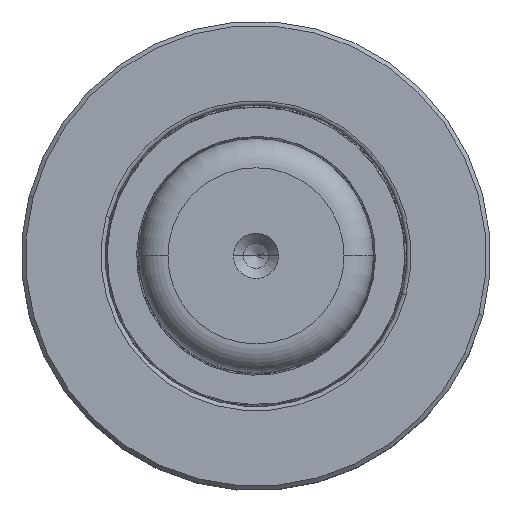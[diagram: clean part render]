
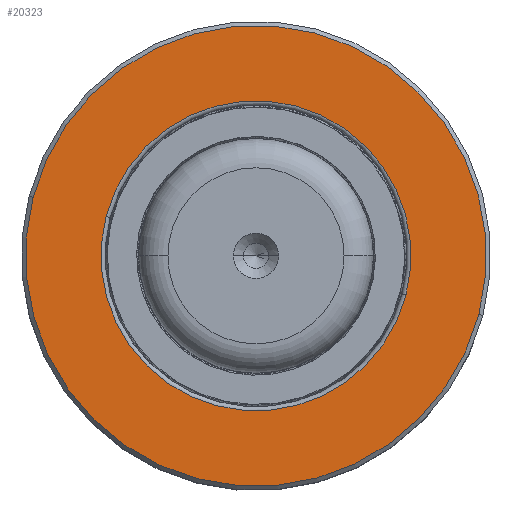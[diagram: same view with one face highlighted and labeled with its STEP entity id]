
A CAD part, top view. The second image highlights one B-rep face of the part: STEP entity #20323.
In plain terms, the highlighted face is planar.
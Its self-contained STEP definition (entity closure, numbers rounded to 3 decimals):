
#1420 = CARTESIAN_POINT ( 'NONE',  ( 0., 18.687, 18.5 ) ) ;
#2152 = DIRECTION ( 'NONE',  ( 0., 1., 0. ) ) ;
#3219 = FACE_BOUND ( 'NONE', #13680, .T. ) ;
#4044 = AXIS2_PLACEMENT_3D ( 'NONE', #18561, #4656, #28829 ) ;
#4280 = CARTESIAN_POINT ( 'NONE',  ( 0., 18.687, 27.5 ) ) ;
#4656 = DIRECTION ( 'NONE',  ( 0., -1., 0. ) ) ;
#5544 = AXIS2_PLACEMENT_3D ( 'NONE', #11065, #35626, #32645 ) ;
#5650 = EDGE_CURVE ( 'NONE', #11937, #29769, #25712, .T. ) ;
#5669 = EDGE_CURVE ( 'NONE', #29769, #11937, #20390, .T. ) ;
#8633 = ORIENTED_EDGE ( 'NONE', *, *, #5650, .T. ) ;
#9485 = CIRCLE ( 'NONE', #5544, 27.5 ) ;
#11065 = CARTESIAN_POINT ( 'NONE',  ( 0., 18.687, 0. ) ) ;
#11614 = DIRECTION ( 'NONE',  ( 0., 0., -1. ) ) ;
#11937 = VERTEX_POINT ( 'NONE', #1420 ) ;
#12501 = CARTESIAN_POINT ( 'NONE',  ( 27.5, 18.687, 0. ) ) ;
#13304 = ORIENTED_EDGE ( 'NONE', *, *, #5669, .T. ) ;
#13680 = EDGE_LOOP ( 'NONE', ( #13304, #8633 ) ) ;
#14089 = AXIS2_PLACEMENT_3D ( 'NONE', #35089, #21544, #11614 ) ;
#15347 = DIRECTION ( 'NONE',  ( 0., -1., 0. ) ) ;
#18346 = EDGE_CURVE ( 'NONE', #26582, #43644, #34030, .T. ) ;
#18561 = CARTESIAN_POINT ( 'NONE',  ( 0., 18.687, 0. ) ) ;
#18600 = DIRECTION ( 'NONE',  ( 0., 0., -1. ) ) ;
#19708 = EDGE_LOOP ( 'NONE', ( #21915, #42371 ) ) ;
#20323 = ADVANCED_FACE ( 'NONE', ( #3219, #23365 ), #43119, .T. ) ;
#20390 = CIRCLE ( 'NONE', #27744, 18.5 ) ;
#21544 = DIRECTION ( 'NONE',  ( 0., -1., 0. ) ) ;
#21915 = ORIENTED_EDGE ( 'NONE', *, *, #26251, .F. ) ;
#22529 = AXIS2_PLACEMENT_3D ( 'NONE', #12501, #2152, #36396 ) ;
#23365 = FACE_OUTER_BOUND ( 'NONE', #19708, .T. ) ;
#25712 = CIRCLE ( 'NONE', #14089, 18.5 ) ;
#26251 = EDGE_CURVE ( 'NONE', #43644, #26582, #9485, .T. ) ;
#26582 = VERTEX_POINT ( 'NONE', #4280 ) ;
#27744 = AXIS2_PLACEMENT_3D ( 'NONE', #28715, #15347, #18600 ) ;
#28715 = CARTESIAN_POINT ( 'NONE',  ( 0., 18.687, 0. ) ) ;
#28829 = DIRECTION ( 'NONE',  ( 0., 0., -1. ) ) ;
#29769 = VERTEX_POINT ( 'NONE', #41356 ) ;
#32645 = DIRECTION ( 'NONE',  ( 0., 0., -1. ) ) ;
#34030 = CIRCLE ( 'NONE', #4044, 27.5 ) ;
#34178 = CARTESIAN_POINT ( 'NONE',  ( 0., 18.687, -27.5 ) ) ;
#35089 = CARTESIAN_POINT ( 'NONE',  ( 0., 18.687, 0. ) ) ;
#35626 = DIRECTION ( 'NONE',  ( 0., -1., 0. ) ) ;
#36396 = DIRECTION ( 'NONE',  ( 0., 0., 1. ) ) ;
#41356 = CARTESIAN_POINT ( 'NONE',  ( 0., 18.687, -18.5 ) ) ;
#42371 = ORIENTED_EDGE ( 'NONE', *, *, #18346, .F. ) ;
#43119 = PLANE ( 'NONE',  #22529 ) ;
#43644 = VERTEX_POINT ( 'NONE', #34178 ) ;
